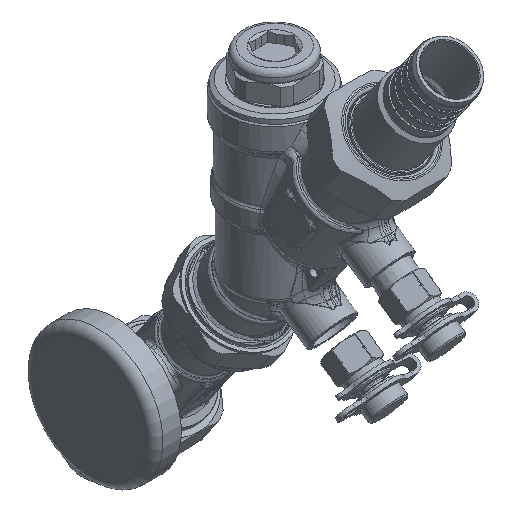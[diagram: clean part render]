
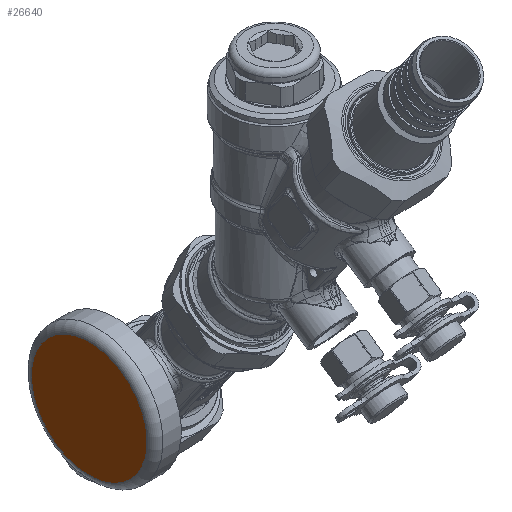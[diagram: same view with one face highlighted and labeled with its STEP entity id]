
A CAD part, isometric view. The second image highlights one B-rep face of the part: STEP entity #26640.
In plain terms, the highlighted planar face has unit normal (-1, 0, 0).
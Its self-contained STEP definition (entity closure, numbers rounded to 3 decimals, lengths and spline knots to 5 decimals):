
#3174=PLANE('',#28769);
#4543=FACE_OUTER_BOUND('',#6272,.T.);
#6272=EDGE_LOOP('',(#21777));
#7661=CIRCLE('',#28763,0.905);
#11277=VERTEX_POINT('',#153689);
#14807=EDGE_CURVE('',#11277,#11277,#7661,.T.);
#21777=ORIENTED_EDGE('',*,*,#14807,.F.);
#26640=ADVANCED_FACE('',(#4543),#3174,.T.);
#28763=AXIS2_PLACEMENT_3D('',#153690,#33337,#33338);
#28769=AXIS2_PLACEMENT_3D('',#153700,#33350,#33351);
#33337=DIRECTION('center_axis',(1.,0.,0.));
#33338=DIRECTION('ref_axis',(0.,-0.574,0.819));
#33350=DIRECTION('center_axis',(-1.,0.,0.));
#33351=DIRECTION('ref_axis',(0.,0.574,-0.819));
#153689=CARTESIAN_POINT('',(-1.4924,0.88937,-3.66992));
#153690=CARTESIAN_POINT('Origin',(-1.4924,1.40846,-4.41125));
#153700=CARTESIAN_POINT('Origin',(-1.4924,1.40846,-4.41125));
